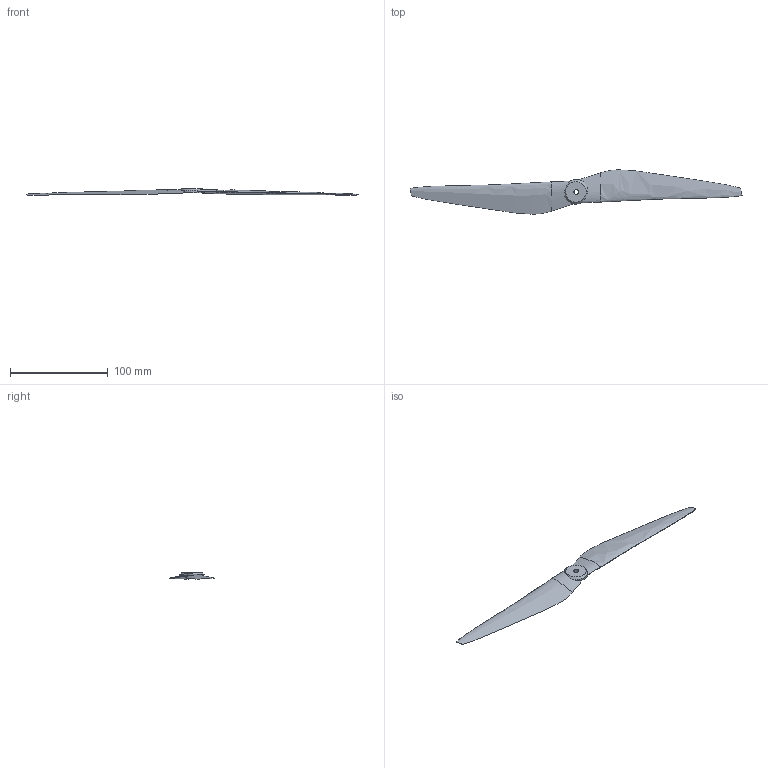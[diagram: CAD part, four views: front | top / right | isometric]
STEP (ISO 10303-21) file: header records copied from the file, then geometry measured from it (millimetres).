
FILE_DESCRIPTION(/* description */ (''),/* implementation_level */ '2;1');
FILE_NAME(/* name */ 'CW 13x5 prop.stp',/* time_stamp */ '2017-04-26T16:05:48-07:00',/* author */ (''),/* organization */ (''),/* preprocessor_version */ 'ST-DEVELOPER v16.13',/* originating_system */ 'Autodesk Translation Framework v6.1.1.50',/* authorisation */ '');
FILE_SCHEMA (('AUTOMOTIVE_DESIGN { 1 0 10303 214 3 1 1 }'));
Length unit declared in the file: millimetre
Products named in the file (1): CCW 13x5 propeller v3_CW prop v1
Bounding box: 339.87 x 45.38 x 6.25 mm (x, y, z)
Volume: 8403.5 mm3; surface area: 16377.2 mm2
Topology: 1 solids, 1 shells, 19 faces, 46 edges, 29 vertices
Faces by surface type: bspline 10, plane 6, cylinder 2, cone 1
Full cylindrical faces by diameter (mm): 5 x1, 25 x1
Entity records: 1860 total; most frequent: CARTESIAN_POINT 1487, ORIENTED_EDGE 80, DIRECTION 44, EDGE_CURVE 40, VERTEX_POINT 26, EDGE_LOOP 24, FACE_OUTER_BOUND 19, ADVANCED_FACE 19
